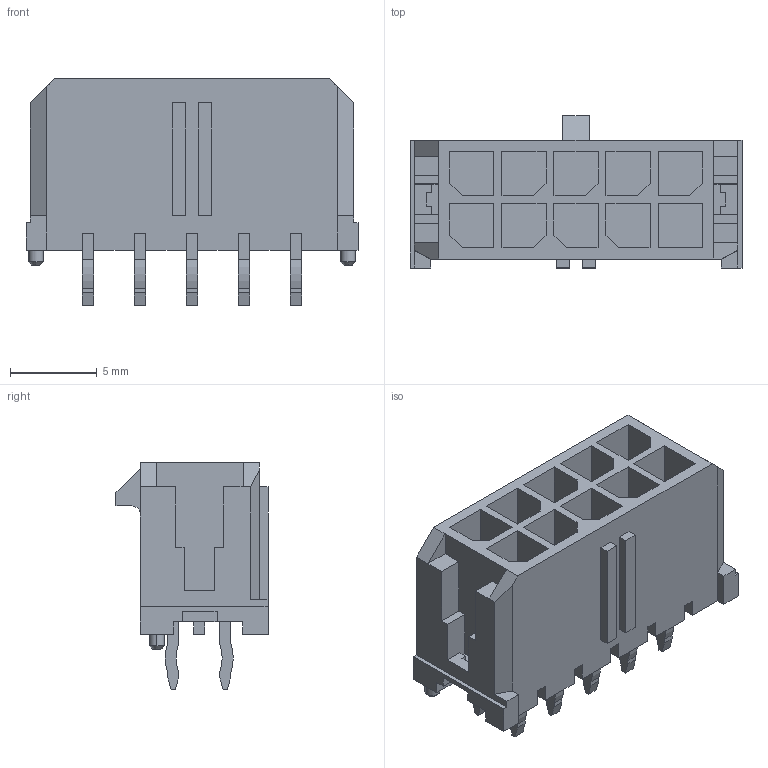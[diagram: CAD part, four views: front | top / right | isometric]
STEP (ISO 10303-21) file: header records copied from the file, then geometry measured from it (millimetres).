
FILE_DESCRIPTION((''),'2;1');
FILE_NAME('MOLEX_43045-1012.stp','2011-07-18T17:01:13',(''),(''),'Mechanical Desktop 2011','Mechanical Desktop 2011',', , ');
FILE_SCHEMA(('AUTOMOTIVE_DESIGN { 1 2 10303 214 1 1 1 1 }'));
Length unit declared in the file: millimetre
Products named in the file (1): Product
Bounding box: 19.15 x 8.77 x 13.09 mm (x, y, z)
Volume: 752.8 mm3; surface area: 1648.5 mm2
Topology: 11 solids, 11 shells, 359 faces, 938 edges, 616 vertices
Faces by surface type: plane 330, cylinder 25, cone 4
Entity records: 10850 total; most frequent: CARTESIAN_POINT 1914, ORIENTED_EDGE 1876, DIRECTION 1718, EDGE_CURVE 938, VECTOR 878, LINE 878, VERTEX_POINT 616, AXIS2_PLACEMENT_3D 420
